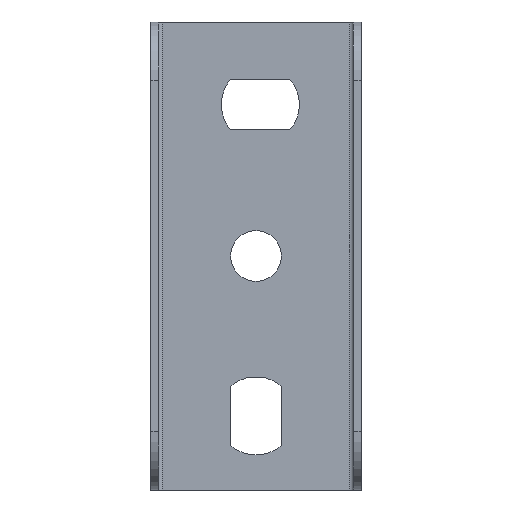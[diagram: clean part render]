
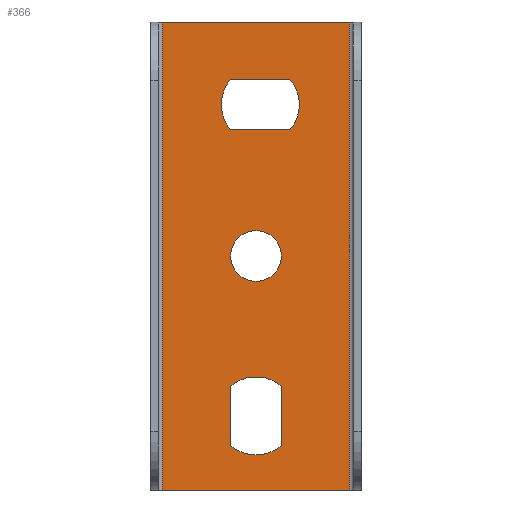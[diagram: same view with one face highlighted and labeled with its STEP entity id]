
A CAD part, front view. The second image highlights one B-rep face of the part: STEP entity #366.
In plain terms, the highlighted planar face has unit normal (0, -1, 0).
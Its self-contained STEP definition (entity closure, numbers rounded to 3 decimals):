
#2 = CARTESIAN_POINT ( 'NONE',  ( 8.699, -2., 32.314 ) ) ;
#26 = VERTEX_POINT ( 'NONE', #2 ) ;
#32 = VERTEX_POINT ( 'NONE', #1777 ) ;
#38 = VERTEX_POINT ( 'NONE', #1779 ) ;
#39 = VERTEX_POINT ( 'NONE', #1780 ) ;
#47 = VERTEX_POINT ( 'NONE', #1788 ) ;
#54 = VERTEX_POINT ( 'NONE', #757 ) ;
#56 = VERTEX_POINT ( 'NONE', #759 ) ;
#58 = VERTEX_POINT ( 'NONE', #761 ) ;
#59 = VERTEX_POINT ( 'NONE', #762 ) ;
#111 = EDGE_CURVE ( 'NONE', #59, #38, #246, .T. ) ;
#112 = EDGE_CURVE ( 'NONE', #1665, #1665, #244, .T. ) ;
#113 = EDGE_CURVE ( 'NONE', #633, #32, #248, .T. ) ;
#126 = AXIS2_PLACEMENT_3D ( 'NONE', #655, #656, #657 ) ;
#141 = FACE_BOUND ( 'NONE', #689, .T. ) ;
#149 = FACE_OUTER_BOUND ( 'NONE', #698, .T. ) ;
#155 = FACE_BOUND ( 'NONE', #691, .T. ) ;
#159 = FACE_BOUND ( 'NONE', #1192, .T. ) ;
#244 = CIRCLE ( 'NONE', #126, 6.5 ) ;
#246 = LINE ( 'NONE', #766, #250 ) ;
#248 = LINE ( 'NONE', #653, #253 ) ;
#250 = VECTOR ( 'NONE', #654, 1000. ) ;
#253 = VECTOR ( 'NONE', #658, 1000. ) ;
#366 = ADVANCED_FACE ( 'NONE', ( #141, #159, #155, #149 ), #1364, .T. ) ;
#489 = EDGE_CURVE ( 'NONE', #32, #636, #950, .T. ) ;
#522 = ORIENTED_EDGE ( 'NONE', *, *, #559, .T. ) ;
#558 = EDGE_CURVE ( 'NONE', #56, #26, #1000, .T. ) ;
#559 = EDGE_CURVE ( 'NONE', #635, #636, #996, .T. ) ;
#563 = EDGE_CURVE ( 'NONE', #633, #635, #1406, .T. ) ;
#633 = VERTEX_POINT ( 'NONE', #1082 ) ;
#635 = VERTEX_POINT ( 'NONE', #1084 ) ;
#636 = VERTEX_POINT ( 'NONE', #1085 ) ;
#653 = CARTESIAN_POINT ( 'NONE',  ( 24., -2., 60. ) ) ;
#654 = DIRECTION ( 'NONE',  ( 0., 0., -1. ) ) ;
#655 = CARTESIAN_POINT ( 'NONE',  ( 0., -2., 0. ) ) ;
#656 = DIRECTION ( 'NONE',  ( 0., 1., 0. ) ) ;
#657 = DIRECTION ( 'NONE',  ( 0., 0., 1. ) ) ;
#658 = DIRECTION ( 'NONE',  ( 0., 0., -1. ) ) ;
#674 = ORIENTED_EDGE ( 'NONE', *, *, #558, .T. ) ;
#675 = ORIENTED_EDGE ( 'NONE', *, *, #783, .T. ) ;
#676 = ORIENTED_EDGE ( 'NONE', *, *, #781, .T. ) ;
#677 = ORIENTED_EDGE ( 'NONE', *, *, #779, .T. ) ;
#678 = ORIENTED_EDGE ( 'NONE', *, *, #780, .T. ) ;
#679 = ORIENTED_EDGE ( 'NONE', *, *, #784, .T. ) ;
#680 = ORIENTED_EDGE ( 'NONE', *, *, #782, .T. ) ;
#681 = ORIENTED_EDGE ( 'NONE', *, *, #111, .T. ) ;
#682 = ORIENTED_EDGE ( 'NONE', *, *, #112, .T. ) ;
#683 = ORIENTED_EDGE ( 'NONE', *, *, #489, .F. ) ;
#684 = ORIENTED_EDGE ( 'NONE', *, *, #113, .F. ) ;
#685 = ORIENTED_EDGE ( 'NONE', *, *, #563, .T. ) ;
#689 = EDGE_LOOP ( 'NONE', ( #674, #675, #676, #677 ) ) ;
#691 = EDGE_LOOP ( 'NONE', ( #682 ) ) ;
#698 = EDGE_LOOP ( 'NONE', ( #683, #684, #685, #522 ) ) ;
#757 = CARTESIAN_POINT ( 'NONE',  ( -6.5, -2., -33.401 ) ) ;
#759 = CARTESIAN_POINT ( 'NONE',  ( 8.699, -2., 45.314 ) ) ;
#761 = CARTESIAN_POINT ( 'NONE',  ( -6.5, -2., 45.314 ) ) ;
#762 = CARTESIAN_POINT ( 'NONE',  ( 6.5, -2., -33.401 ) ) ;
#766 = CARTESIAN_POINT ( 'NONE',  ( 6.5, -2., -33.401 ) ) ;
#779 = EDGE_CURVE ( 'NONE', #58, #56, #1424, .T. ) ;
#780 = EDGE_CURVE ( 'NONE', #38, #47, #1426, .T. ) ;
#781 = EDGE_CURVE ( 'NONE', #39, #58, #1428, .T. ) ;
#782 = EDGE_CURVE ( 'NONE', #54, #59, #1429, .T. ) ;
#783 = EDGE_CURVE ( 'NONE', #26, #39, #1430, .T. ) ;
#784 = EDGE_CURVE ( 'NONE', #47, #54, #1431, .T. ) ;
#812 = CARTESIAN_POINT ( 'NONE',  ( -27., -2., -60. ) ) ;
#813 = DIRECTION ( 'NONE',  ( -1., 0., 0. ) ) ;
#950 = LINE ( 'NONE', #812, #953 ) ;
#953 = VECTOR ( 'NONE', #813, 1000. ) ;
#996 = LINE ( 'NONE', #1042, #1772 ) ;
#1000 = CIRCLE ( 'NONE', #1149, 10. ) ;
#1038 = DIRECTION ( 'NONE',  ( 0., 0., -1. ) ) ;
#1042 = CARTESIAN_POINT ( 'NONE',  ( -24., -2., 60. ) ) ;
#1043 = CARTESIAN_POINT ( 'NONE',  ( 1.099, -2., 38.814 ) ) ;
#1044 = DIRECTION ( 'NONE',  ( 0., 1., 0. ) ) ;
#1045 = DIRECTION ( 'NONE',  ( 0., 0., 1. ) ) ;
#1052 = CARTESIAN_POINT ( 'NONE',  ( -27., -2., 60. ) ) ;
#1057 = DIRECTION ( 'NONE',  ( -1., 0., 0. ) ) ;
#1082 = CARTESIAN_POINT ( 'NONE',  ( 24., -2., 60. ) ) ;
#1084 = CARTESIAN_POINT ( 'NONE',  ( -24., -2., 60. ) ) ;
#1085 = CARTESIAN_POINT ( 'NONE',  ( -24., -2., -60. ) ) ;
#1093 = AXIS2_PLACEMENT_3D ( 'NONE', #1267, #1268, #1269 ) ;
#1094 = AXIS2_PLACEMENT_3D ( 'NONE', #1272, #1273, #1274 ) ;
#1095 = AXIS2_PLACEMENT_3D ( 'NONE', #1275, #1276, #1277 ) ;
#1149 = AXIS2_PLACEMENT_3D ( 'NONE', #1043, #1044, #1045 ) ;
#1192 = EDGE_LOOP ( 'NONE', ( #678, #679, #680, #681 ) ) ;
#1265 = CARTESIAN_POINT ( 'NONE',  ( -6.5, -2., 45.314 ) ) ;
#1266 = DIRECTION ( 'NONE',  ( 1., 0., 0. ) ) ;
#1267 = CARTESIAN_POINT ( 'NONE',  ( 0., -2., -41. ) ) ;
#1268 = DIRECTION ( 'NONE',  ( 0., 1., 0. ) ) ;
#1269 = DIRECTION ( 'NONE',  ( 0., 0., 1. ) ) ;
#1270 = CARTESIAN_POINT ( 'NONE',  ( -6.5, -2., 32.314 ) ) ;
#1271 = DIRECTION ( 'NONE',  ( -1., 0., 0. ) ) ;
#1272 = CARTESIAN_POINT ( 'NONE',  ( 1.099, -2., 38.814 ) ) ;
#1273 = DIRECTION ( 'NONE',  ( 0., 1., 0. ) ) ;
#1274 = DIRECTION ( 'NONE',  ( 0., 0., 1. ) ) ;
#1275 = CARTESIAN_POINT ( 'NONE',  ( 0., -2., -41. ) ) ;
#1276 = DIRECTION ( 'NONE',  ( 0., 1., 0. ) ) ;
#1277 = DIRECTION ( 'NONE',  ( 0., 0., 1. ) ) ;
#1278 = CARTESIAN_POINT ( 'NONE',  ( -6.5, -2., -33.401 ) ) ;
#1279 = DIRECTION ( 'NONE',  ( 0., 0., 1. ) ) ;
#1359 = DIRECTION ( 'NONE',  ( 0., -1., 0. ) ) ;
#1362 = CARTESIAN_POINT ( 'NONE',  ( -27., -2., 60. ) ) ;
#1364 = PLANE ( 'NONE',  #1386 ) ;
#1365 = DIRECTION ( 'NONE',  ( 0., 0., -1. ) ) ;
#1386 = AXIS2_PLACEMENT_3D ( 'NONE', #1362, #1359, #1365 ) ;
#1406 = LINE ( 'NONE', #1052, #1407 ) ;
#1407 = VECTOR ( 'NONE', #1057, 1000. ) ;
#1424 = LINE ( 'NONE', #1265, #1427 ) ;
#1426 = CIRCLE ( 'NONE', #1093, 10. ) ;
#1427 = VECTOR ( 'NONE', #1266, 1000. ) ;
#1428 = CIRCLE ( 'NONE', #1094, 10. ) ;
#1429 = CIRCLE ( 'NONE', #1095, 10. ) ;
#1430 = LINE ( 'NONE', #1270, #1432 ) ;
#1431 = LINE ( 'NONE', #1278, #1434 ) ;
#1432 = VECTOR ( 'NONE', #1271, 1000. ) ;
#1434 = VECTOR ( 'NONE', #1279, 1000. ) ;
#1665 = VERTEX_POINT ( 'NONE', #1841 ) ;
#1772 = VECTOR ( 'NONE', #1038, 1000. ) ;
#1777 = CARTESIAN_POINT ( 'NONE',  ( 24., -2., -60. ) ) ;
#1779 = CARTESIAN_POINT ( 'NONE',  ( 6.5, -2., -48.599 ) ) ;
#1780 = CARTESIAN_POINT ( 'NONE',  ( -6.5, -2., 32.314 ) ) ;
#1788 = CARTESIAN_POINT ( 'NONE',  ( -6.5, -2., -48.599 ) ) ;
#1841 = CARTESIAN_POINT ( 'NONE',  ( 0., -2., 6.5 ) ) ;
